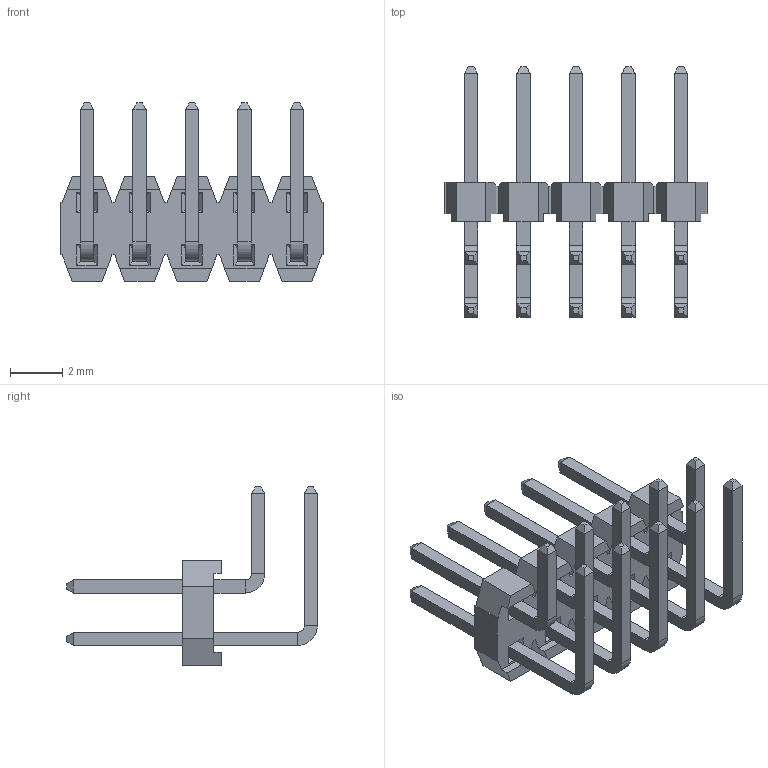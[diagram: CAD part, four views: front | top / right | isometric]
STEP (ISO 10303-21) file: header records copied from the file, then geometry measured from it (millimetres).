
FILE_DESCRIPTION((''),'2;1');
FILE_NAME('314_ASM','2011-02-18T',('CAD01'),(''),'PRO/ENGINEER BY PARAMETRIC TECHNOLOGY CORPORATION, 2006100','PRO/ENGINEER BY PARAMETRIC TECHNOLOGY CORPORATION, 2006100','');
FILE_SCHEMA(('CONFIG_CONTROL_DESIGN'));
Length unit declared in the file: millimetre
Products named in the file (4): 314-2X5HOUSING; 314CONTACT1; 314CONTACT2; 314_ASM
Assembly tree (11 placements, depth 2):
  314_ASM
    314-2X5HOUSING
    314CONTACT1  x5
    314CONTACT2  x5
Bounding box: 10 x 9.55 x 6.8 mm (x, y, z)
Volume: 72.3 mm3; surface area: 402 mm2
Topology: 11 solids, 11 shells, 382 faces, 864 edges, 504 vertices
Faces by surface type: plane 362, cylinder 20
Entity records: 6092 total; most frequent: CARTESIAN_POINT 1045, ORIENTED_EDGE 1024, DIRECTION 962, EDGE_CURVE 512, VECTOR 504, LINE 504, VERTEX_POINT 312, AXIS2_PLACEMENT_3D 229
